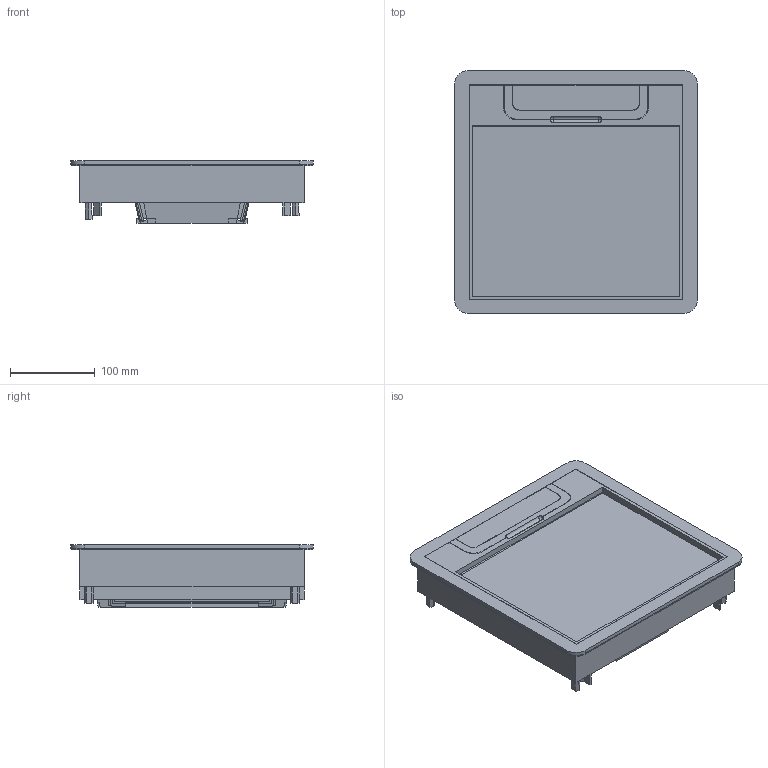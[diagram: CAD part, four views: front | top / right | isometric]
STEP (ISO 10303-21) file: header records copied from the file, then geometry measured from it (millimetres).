
FILE_DESCRIPTION(('CATIA V5 STEP Exchange','CAx-IF Rec.Pracs.--- Composite Materials ---3.4---2017-06-13'),'2;1');
FILE_NAME('LG-080714-S-ferme.stp','2025-04-30T15:12:44+00:00',('none'),('none'),'CATIA Version 5-6 Release 2020','CATIA V5 STEP AP203 v1','none');
FILE_SCHEMA(('CONFIG_CONTROL_DESIGN'));
Length unit declared in the file: millimetre
Products named in the file (4): A029368AA; A004292_A-AS1; A027505_A; SuppVert-T3
Assembly tree (7 placements, depth 3):
  A029368AA
    A004292_A-AS1
      #65
      #15685
    A027505_A
      #18503
    SuppVert-T3
      #24930
Bounding box: 285.97 x 285.97 x 74 mm (x, y, z)
Volume: 1200682.2 mm3; surface area: 717029.4 mm2
Topology: 4 solids, 4 shells, 949 faces, 2851 edges, 1884 vertices
Faces by surface type: plane 766, cylinder 137, extrusion 30, revolution 12, bspline 4
Entity records: 32061 total; most frequent: CARTESIAN_POINT 8067, ORIENTED_EDGE 5702, DIRECTION 3743, EDGE_CURVE 2851, VECTOR 2465, LINE 2435, VERTEX_POINT 1884, EDGE_LOOP 1033
